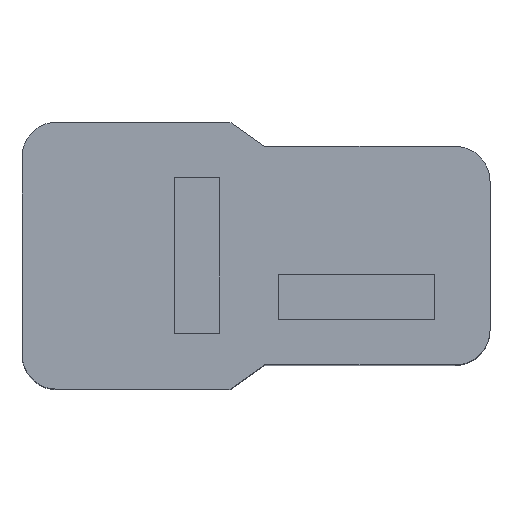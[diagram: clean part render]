
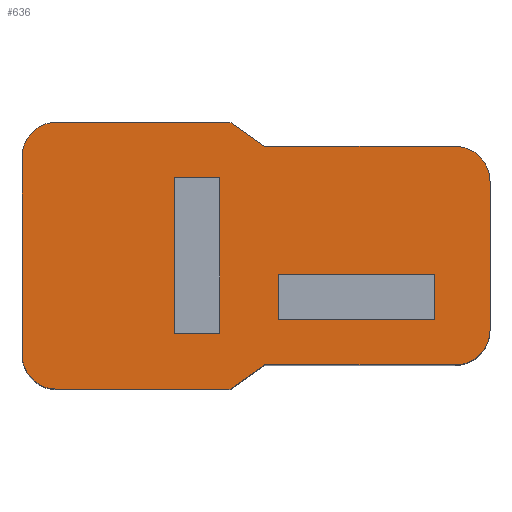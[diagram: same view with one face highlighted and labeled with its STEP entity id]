
A CAD part, top view. The second image highlights one B-rep face of the part: STEP entity #636.
In plain terms, the highlighted planar face has unit normal (0, 0, 1).
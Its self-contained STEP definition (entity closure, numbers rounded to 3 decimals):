
#16=FACE_BOUND('',#100,.T.);
#17=FACE_BOUND('',#101,.T.);
#18=CIRCLE('',#672,1.);
#23=CIRCLE('',#680,1.);
#24=CIRCLE('',#683,1.);
#25=CIRCLE('',#686,1.);
#63=FACE_OUTER_BOUND('',#99,.T.);
#99=EDGE_LOOP('',(#542,#543,#544,#545,#546,#547,#548,#549,#550,#551,#552,
#553));
#100=EDGE_LOOP('',(#554,#555,#556,#557));
#101=EDGE_LOOP('',(#558,#559,#560,#561));
#104=LINE('',#863,#180);
#108=LINE('',#870,#184);
#111=LINE('',#876,#187);
#113=LINE('',#879,#189);
#116=LINE('',#888,#192);
#120=LINE('',#895,#196);
#123=LINE('',#901,#199);
#125=LINE('',#904,#201);
#154=LINE('',#970,#230);
#164=LINE('',#998,#240);
#168=LINE('',#1008,#244);
#170=LINE('',#1015,#246);
#172=LINE('',#1018,#248);
#173=LINE('',#1021,#249);
#175=LINE('',#1025,#251);
#177=LINE('',#1028,#253);
#180=VECTOR('',#699,4.5);
#184=VECTOR('',#705,1.3);
#187=VECTOR('',#710,4.5);
#189=VECTOR('',#714,1.3);
#192=VECTOR('',#721,4.5);
#196=VECTOR('',#727,1.3);
#199=VECTOR('',#732,4.5);
#201=VECTOR('',#736,1.3);
#230=VECTOR('',#795,4.3);
#240=VECTOR('',#819,5.5);
#244=VECTOR('',#829,5.7);
#246=VECTOR('',#837,5.);
#248=VECTOR('',#841,1.221);
#249=VECTOR('',#844,5.5);
#251=VECTOR('',#848,1.221);
#253=VECTOR('',#852,5.);
#256=VERTEX_POINT('',#860);
#257=VERTEX_POINT('',#862);
#259=VERTEX_POINT('',#868);
#261=VERTEX_POINT('',#874);
#264=VERTEX_POINT('',#885);
#265=VERTEX_POINT('',#887);
#267=VERTEX_POINT('',#893);
#269=VERTEX_POINT('',#899);
#286=VERTEX_POINT('',#957);
#287=VERTEX_POINT('',#958);
#291=VERTEX_POINT('',#968);
#301=VERTEX_POINT('',#992);
#302=VERTEX_POINT('',#996);
#303=VERTEX_POINT('',#1000);
#304=VERTEX_POINT('',#1001);
#305=VERTEX_POINT('',#1006);
#306=VERTEX_POINT('',#1010);
#307=VERTEX_POINT('',#1014);
#308=VERTEX_POINT('',#1020);
#309=VERTEX_POINT('',#1024);
#312=EDGE_CURVE('',#257,#256,#104,.T.);
#316=EDGE_CURVE('',#256,#259,#108,.T.);
#319=EDGE_CURVE('',#259,#261,#111,.T.);
#321=EDGE_CURVE('',#261,#257,#113,.T.);
#324=EDGE_CURVE('',#265,#264,#116,.T.);
#328=EDGE_CURVE('',#264,#267,#120,.T.);
#331=EDGE_CURVE('',#267,#269,#123,.T.);
#333=EDGE_CURVE('',#269,#265,#125,.T.);
#358=EDGE_CURVE('',#286,#287,#18,.T.);
#364=EDGE_CURVE('',#291,#286,#154,.T.);
#375=EDGE_CURVE('',#301,#291,#23,.T.);
#378=EDGE_CURVE('',#302,#301,#164,.T.);
#379=EDGE_CURVE('',#303,#304,#24,.T.);
#383=EDGE_CURVE('',#305,#303,#168,.T.);
#384=EDGE_CURVE('',#306,#305,#25,.T.);
#386=EDGE_CURVE('',#304,#307,#170,.T.);
#388=EDGE_CURVE('',#307,#302,#172,.T.);
#389=EDGE_CURVE('',#287,#308,#173,.T.);
#391=EDGE_CURVE('',#308,#309,#175,.T.);
#393=EDGE_CURVE('',#309,#306,#177,.T.);
#542=ORIENTED_EDGE('',*,*,#358,.F.);
#543=ORIENTED_EDGE('',*,*,#364,.F.);
#544=ORIENTED_EDGE('',*,*,#375,.F.);
#545=ORIENTED_EDGE('',*,*,#378,.F.);
#546=ORIENTED_EDGE('',*,*,#388,.F.);
#547=ORIENTED_EDGE('',*,*,#386,.F.);
#548=ORIENTED_EDGE('',*,*,#379,.F.);
#549=ORIENTED_EDGE('',*,*,#383,.F.);
#550=ORIENTED_EDGE('',*,*,#384,.F.);
#551=ORIENTED_EDGE('',*,*,#393,.F.);
#552=ORIENTED_EDGE('',*,*,#391,.F.);
#553=ORIENTED_EDGE('',*,*,#389,.F.);
#554=ORIENTED_EDGE('',*,*,#312,.T.);
#555=ORIENTED_EDGE('',*,*,#316,.T.);
#556=ORIENTED_EDGE('',*,*,#319,.T.);
#557=ORIENTED_EDGE('',*,*,#321,.T.);
#558=ORIENTED_EDGE('',*,*,#324,.T.);
#559=ORIENTED_EDGE('',*,*,#328,.T.);
#560=ORIENTED_EDGE('',*,*,#331,.T.);
#561=ORIENTED_EDGE('',*,*,#333,.T.);
#591=PLANE('',#692);
#636=ADVANCED_FACE('',(#63,#16,#17),#591,.T.);
#672=AXIS2_PLACEMENT_3D('',#959,#785,#786);
#680=AXIS2_PLACEMENT_3D('',#993,#813,#814);
#683=AXIS2_PLACEMENT_3D('',#1002,#822,#823);
#686=AXIS2_PLACEMENT_3D('',#1011,#832,#833);
#692=AXIS2_PLACEMENT_3D('',#1029,#853,#854);
#699=DIRECTION('',(-1.,0.,0.));
#705=DIRECTION('',(0.,1.,0.));
#710=DIRECTION('',(1.,0.,0.));
#714=DIRECTION('',(0.,-1.,0.));
#721=DIRECTION('',(0.,-1.,0.));
#727=DIRECTION('',(-1.,0.,0.));
#732=DIRECTION('',(0.,1.,0.));
#736=DIRECTION('',(1.,0.,0.));
#785=DIRECTION('center_axis',(0.,0.,-1.));
#786=DIRECTION('ref_axis',(0.707,-0.707,0.));
#795=DIRECTION('',(0.,-1.,0.));
#813=DIRECTION('center_axis',(0.,0.,-1.));
#814=DIRECTION('ref_axis',(0.707,0.707,0.));
#819=DIRECTION('',(1.,0.,0.));
#822=DIRECTION('center_axis',(0.,0.,-1.));
#823=DIRECTION('ref_axis',(-0.707,0.707,0.));
#829=DIRECTION('',(0.,1.,0.));
#832=DIRECTION('center_axis',(0.,0.,-1.));
#833=DIRECTION('ref_axis',(-0.707,-0.707,0.));
#837=DIRECTION('',(1.,0.,0.));
#841=DIRECTION('',(0.819,-0.573,0.));
#844=DIRECTION('',(-1.,0.,0.));
#848=DIRECTION('',(-0.819,-0.573,0.));
#852=DIRECTION('',(-1.,0.,0.));
#853=DIRECTION('center_axis',(0.,0.,1.));
#854=DIRECTION('ref_axis',(1.,0.,0.));
#860=CARTESIAN_POINT('',(1.4,-1.85,10.3));
#862=CARTESIAN_POINT('',(5.9,-1.85,10.3));
#863=CARTESIAN_POINT('',(5.9,-1.85,10.3));
#868=CARTESIAN_POINT('',(1.4,-0.55,10.3));
#870=CARTESIAN_POINT('',(1.4,-1.85,10.3));
#874=CARTESIAN_POINT('',(5.9,-0.55,10.3));
#876=CARTESIAN_POINT('',(1.4,-0.55,10.3));
#879=CARTESIAN_POINT('',(5.9,-0.55,10.3));
#885=CARTESIAN_POINT('',(-0.3,-2.25,10.3));
#887=CARTESIAN_POINT('',(-0.3,2.25,10.3));
#888=CARTESIAN_POINT('',(-0.3,2.25,10.3));
#893=CARTESIAN_POINT('',(-1.6,-2.25,10.3));
#895=CARTESIAN_POINT('',(-0.3,-2.25,10.3));
#899=CARTESIAN_POINT('',(-1.6,2.25,10.3));
#901=CARTESIAN_POINT('',(-1.6,-2.25,10.3));
#904=CARTESIAN_POINT('',(-1.6,2.25,10.3));
#957=CARTESIAN_POINT('',(7.5,-2.15,10.3));
#958=CARTESIAN_POINT('',(6.5,-3.15,10.3));
#959=CARTESIAN_POINT('Origin',(6.5,-2.15,10.3));
#968=CARTESIAN_POINT('',(7.5,2.15,10.3));
#970=CARTESIAN_POINT('',(7.5,2.15,10.3));
#992=CARTESIAN_POINT('',(6.5,3.15,10.3));
#993=CARTESIAN_POINT('Origin',(6.5,2.15,10.3));
#996=CARTESIAN_POINT('',(1.,3.15,10.3));
#998=CARTESIAN_POINT('',(1.,3.15,10.3));
#1000=CARTESIAN_POINT('',(-6.,2.85,10.3));
#1001=CARTESIAN_POINT('',(-5.,3.85,10.3));
#1002=CARTESIAN_POINT('Origin',(-5.,2.85,10.3));
#1006=CARTESIAN_POINT('',(-6.,-2.85,10.3));
#1008=CARTESIAN_POINT('',(-6.,-2.85,10.3));
#1010=CARTESIAN_POINT('',(-5.,-3.85,10.3));
#1011=CARTESIAN_POINT('Origin',(-5.,-2.85,10.3));
#1014=CARTESIAN_POINT('',(0.,3.85,10.3));
#1015=CARTESIAN_POINT('',(-5.,3.85,10.3));
#1018=CARTESIAN_POINT('',(0.,3.85,10.3));
#1020=CARTESIAN_POINT('',(1.,-3.15,10.3));
#1021=CARTESIAN_POINT('',(6.5,-3.15,10.3));
#1024=CARTESIAN_POINT('',(0.,-3.85,10.3));
#1025=CARTESIAN_POINT('',(1.,-3.15,10.3));
#1028=CARTESIAN_POINT('',(0.,-3.85,10.3));
#1029=CARTESIAN_POINT('Origin',(0.519,0.,10.3));
